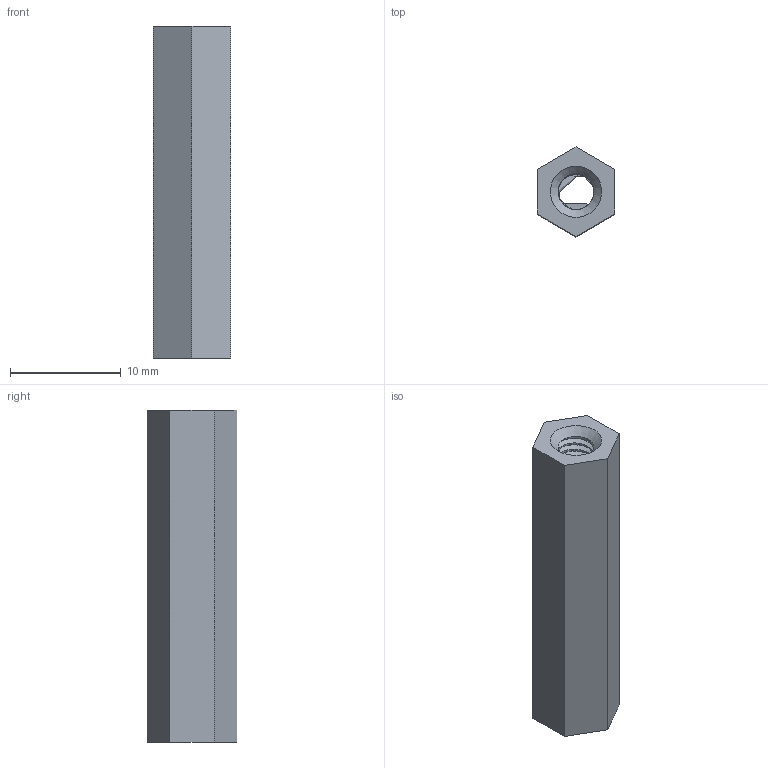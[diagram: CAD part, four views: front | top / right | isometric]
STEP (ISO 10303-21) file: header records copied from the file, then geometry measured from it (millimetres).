
FILE_DESCRIPTION(('STEP AP203'), '1');
FILE_NAME('hex spacer standoff nut M4 L30', '', ('UNSPECIFIED'), ('UNSPECIFIED'), 'ASCON STEP Converter 1.6', 'ASCON Math Kernel', '');
FILE_SCHEMA(('CONFIG_CONTROL_DESIGN'));
Length unit declared in the file: millimetre
Bounding box: 7 x 8.08 x 30 mm (x, y, z)
Volume: 963 mm3; surface area: 1336 mm2
Topology: 1 solids, 1 shells, 47 faces, 135 edges, 91 vertices
Faces by surface type: cylinder 33, plane 9, bspline 3, cone 2
Full cylindrical faces by diameter (mm): 3.24 x1
Entity records: 30086 total; most frequent: CARTESIAN_POINT 28621, ORIENTED_EDGE 256, DIRECTION 150, EDGE_CURVE 128, VERTEX_POINT 87, B_SPLINE_CURVE_WITH_KNOTS 72, LINE 52, VECTOR 52
